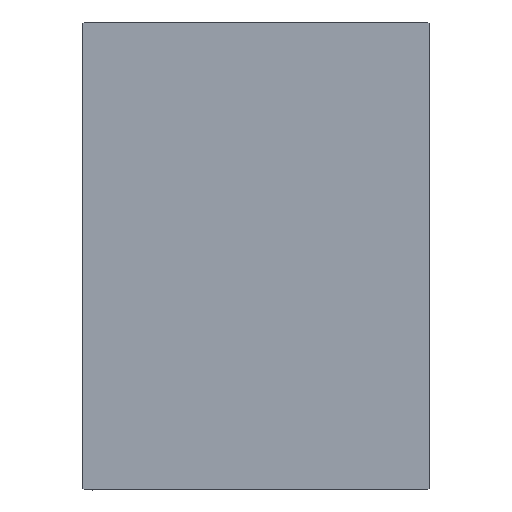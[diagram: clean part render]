
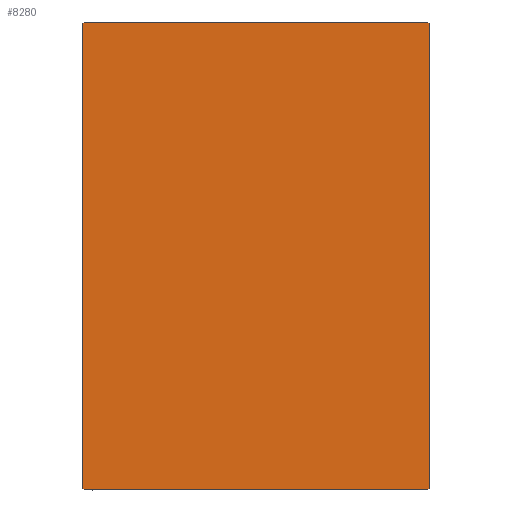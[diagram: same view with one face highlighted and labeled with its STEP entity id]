
A CAD part, left-side view. The second image highlights one B-rep face of the part: STEP entity #8280.
In plain terms, the highlighted face is planar.
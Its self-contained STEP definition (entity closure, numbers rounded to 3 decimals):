
#534 = VERTEX_POINT ( 'NONE', #9890 ) ;
#1265 = DIRECTION ( 'NONE',  ( 0., -1., 0. ) ) ;
#1270 = ORIENTED_EDGE ( 'NONE', *, *, #44524, .T. ) ;
#2303 = EDGE_LOOP ( 'NONE', ( #22598, #19664, #12503, #1270, #7443, #41596, #37007, #6956 ) ) ;
#2561 = VECTOR ( 'NONE', #16302, 1000. ) ;
#3069 = VERTEX_POINT ( 'NONE', #37232 ) ;
#4449 = DIRECTION ( 'NONE',  ( 0., 0., -1. ) ) ;
#5112 = VECTOR ( 'NONE', #10795, 1000. ) ;
#6956 = ORIENTED_EDGE ( 'NONE', *, *, #25698, .T. ) ;
#7443 = ORIENTED_EDGE ( 'NONE', *, *, #25709, .T. ) ;
#7574 = CARTESIAN_POINT ( 'NONE',  ( 183., -36.85, 36.85 ) ) ;
#7983 = VECTOR ( 'NONE', #30364, 1000. ) ;
#8172 = LINE ( 'NONE', #22209, #20118 ) ;
#8280 = ADVANCED_FACE ( 'NONE', ( #18255 ), #15487, .T. ) ;
#9056 = EDGE_CURVE ( 'NONE', #27077, #13684, #42484, .T. ) ;
#9648 = LINE ( 'NONE', #16337, #7983 ) ;
#9890 = CARTESIAN_POINT ( 'NONE',  ( 183., -31.2, -42.5 ) ) ;
#10795 = DIRECTION ( 'NONE',  ( 0., -0.707, -0.707 ) ) ;
#11179 = LINE ( 'NONE', #32337, #41397 ) ;
#11234 = VERTEX_POINT ( 'NONE', #35591 ) ;
#11471 = LINE ( 'NONE', #33991, #34126 ) ;
#11653 = CARTESIAN_POINT ( 'NONE',  ( 183., 36.85, 36.85 ) ) ;
#12102 = LINE ( 'NONE', #11653, #42637 ) ;
#12503 = ORIENTED_EDGE ( 'NONE', *, *, #36077, .T. ) ;
#12658 = CARTESIAN_POINT ( 'NONE',  ( 183., -31.5, -42.2 ) ) ;
#13070 = LINE ( 'NONE', #33551, #2561 ) ;
#13684 = VERTEX_POINT ( 'NONE', #12658 ) ;
#15487 = PLANE ( 'NONE',  #41008 ) ;
#16302 = DIRECTION ( 'NONE',  ( 0., 0.707, 0.707 ) ) ;
#16337 = CARTESIAN_POINT ( 'NONE',  ( 183., 31.5, -42.5 ) ) ;
#16726 = CARTESIAN_POINT ( 'NONE',  ( 183., 31.2, 42.5 ) ) ;
#16824 = VECTOR ( 'NONE', #31696, 1000. ) ;
#18255 = FACE_OUTER_BOUND ( 'NONE', #2303, .T. ) ;
#18560 = DIRECTION ( 'NONE',  ( 0., -0.707, 0.707 ) ) ;
#19664 = ORIENTED_EDGE ( 'NONE', *, *, #27822, .T. ) ;
#20118 = VECTOR ( 'NONE', #1265, 1000. ) ;
#22209 = CARTESIAN_POINT ( 'NONE',  ( 183., 31.5, 42.5 ) ) ;
#22598 = ORIENTED_EDGE ( 'NONE', *, *, #26699, .T. ) ;
#23517 = CARTESIAN_POINT ( 'NONE',  ( 183., -31.5, 42.2 ) ) ;
#23753 = CARTESIAN_POINT ( 'NONE',  ( 183., -31.2, 42.5 ) ) ;
#24566 = CARTESIAN_POINT ( 'NONE',  ( 183., -31.5, 42.5 ) ) ;
#25698 = EDGE_CURVE ( 'NONE', #13684, #534, #11179, .T. ) ;
#25709 = EDGE_CURVE ( 'NONE', #26820, #36866, #8172, .T. ) ;
#26699 = EDGE_CURVE ( 'NONE', #534, #37185, #11471, .T. ) ;
#26820 = VERTEX_POINT ( 'NONE', #16726 ) ;
#27077 = VERTEX_POINT ( 'NONE', #23517 ) ;
#27528 = DIRECTION ( 'NONE',  ( 0., 1., 0. ) ) ;
#27822 = EDGE_CURVE ( 'NONE', #37185, #11234, #13070, .T. ) ;
#29519 = DIRECTION ( 'NONE',  ( 1., 0., 0. ) ) ;
#30364 = DIRECTION ( 'NONE',  ( 0., 0., 1. ) ) ;
#31696 = DIRECTION ( 'NONE',  ( 0., 0., -1. ) ) ;
#32337 = CARTESIAN_POINT ( 'NONE',  ( 183., -36.85, -36.85 ) ) ;
#33551 = CARTESIAN_POINT ( 'NONE',  ( 183., 36.85, -36.85 ) ) ;
#33991 = CARTESIAN_POINT ( 'NONE',  ( 183., -31.5, -42.5 ) ) ;
#34126 = VECTOR ( 'NONE', #27528, 1000. ) ;
#35591 = CARTESIAN_POINT ( 'NONE',  ( 183., 31.5, -42.2 ) ) ;
#36077 = EDGE_CURVE ( 'NONE', #11234, #3069, #9648, .T. ) ;
#36866 = VERTEX_POINT ( 'NONE', #23753 ) ;
#37007 = ORIENTED_EDGE ( 'NONE', *, *, #9056, .T. ) ;
#37185 = VERTEX_POINT ( 'NONE', #42018 ) ;
#37232 = CARTESIAN_POINT ( 'NONE',  ( 183., 31.5, 42.2 ) ) ;
#38059 = EDGE_CURVE ( 'NONE', #36866, #27077, #42297, .T. ) ;
#40078 = CARTESIAN_POINT ( 'NONE',  ( 183., 0., 0. ) ) ;
#41008 = AXIS2_PLACEMENT_3D ( 'NONE', #40078, #29519, #4449 ) ;
#41397 = VECTOR ( 'NONE', #42437, 1000. ) ;
#41596 = ORIENTED_EDGE ( 'NONE', *, *, #38059, .T. ) ;
#42018 = CARTESIAN_POINT ( 'NONE',  ( 183., 31.2, -42.5 ) ) ;
#42297 = LINE ( 'NONE', #7574, #5112 ) ;
#42437 = DIRECTION ( 'NONE',  ( 0., 0.707, -0.707 ) ) ;
#42484 = LINE ( 'NONE', #24566, #16824 ) ;
#42637 = VECTOR ( 'NONE', #18560, 1000. ) ;
#44524 = EDGE_CURVE ( 'NONE', #3069, #26820, #12102, .T. ) ;
